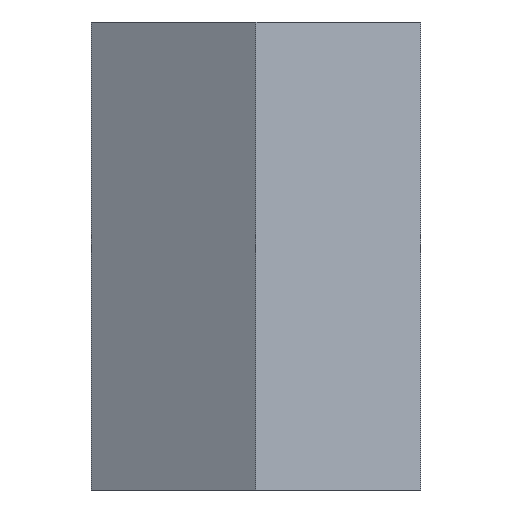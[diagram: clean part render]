
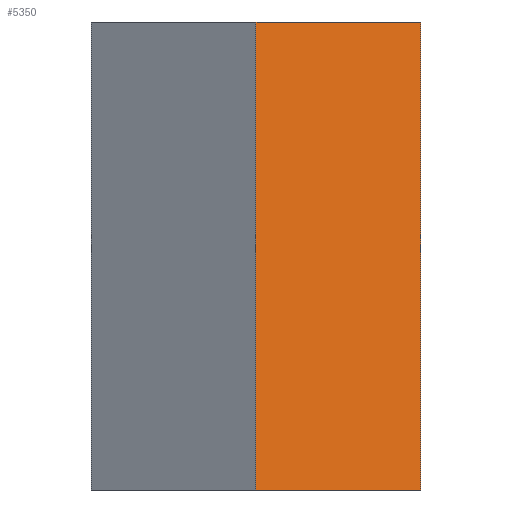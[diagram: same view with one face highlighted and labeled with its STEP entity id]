
A CAD part, left-side view. The second image highlights one B-rep face of the part: STEP entity #5350.
In plain terms, the highlighted planar face has unit normal (-0.866, -0.5, 0).
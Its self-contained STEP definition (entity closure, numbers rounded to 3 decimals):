
#329=FACE_OUTER_BOUND('',#612,.T.);
#612=EDGE_LOOP('',(#4811,#4812,#4813,#4814));
#615=LINE('',#6989,#1348);
#704=LINE('',#7171,#1437);
#931=LINE('',#7633,#1664);
#1346=LINE('',#8483,#2079);
#1348=VECTOR('',#5665,10.);
#1437=VECTOR('',#5816,10.);
#1664=VECTOR('',#6111,10.);
#2079=VECTOR('',#6980,10.);
#2080=VERTEX_POINT('',#6985);
#2082=VERTEX_POINT('',#6988);
#2143=VERTEX_POINT('',#7168);
#2144=VERTEX_POINT('',#7170);
#2555=EDGE_CURVE('',#2082,#2080,#615,.T.);
#2646=EDGE_CURVE('',#2143,#2144,#704,.T.);
#2884=EDGE_CURVE('',#2080,#2144,#931,.T.);
#3308=EDGE_CURVE('',#2082,#2143,#1346,.T.);
#4811=ORIENTED_EDGE('',*,*,#2555,.T.);
#4812=ORIENTED_EDGE('',*,*,#2884,.T.);
#4813=ORIENTED_EDGE('',*,*,#2646,.F.);
#4814=ORIENTED_EDGE('',*,*,#3308,.F.);
#5078=PLANE('',#5658);
#5350=ADVANCED_FACE('',(#329),#5078,.T.);
#5658=AXIS2_PLACEMENT_3D('',#8482,#6978,#6979);
#5665=DIRECTION('',(0.5,-0.866,0.));
#5816=DIRECTION('',(0.5,-0.866,0.));
#6111=DIRECTION('',(0.,0.,1.));
#6978=DIRECTION('center_axis',(-0.866,-0.5,0.));
#6979=DIRECTION('ref_axis',(0.5,-0.866,0.));
#6980=DIRECTION('',(0.,0.,1.));
#6985=CARTESIAN_POINT('',(-2.439,-4.225,0.));
#6988=CARTESIAN_POINT('',(-4.879,0.,0.));
#6989=CARTESIAN_POINT('',(-4.879,0.,0.));
#7168=CARTESIAN_POINT('',(-4.879,0.,12.));
#7170=CARTESIAN_POINT('',(-2.439,-4.225,12.));
#7171=CARTESIAN_POINT('',(-4.879,0.,12.));
#7633=CARTESIAN_POINT('',(-2.439,-4.225,0.));
#8482=CARTESIAN_POINT('Origin',(-4.879,0.,
0.));
#8483=CARTESIAN_POINT('',(-4.879,0.,0.));
